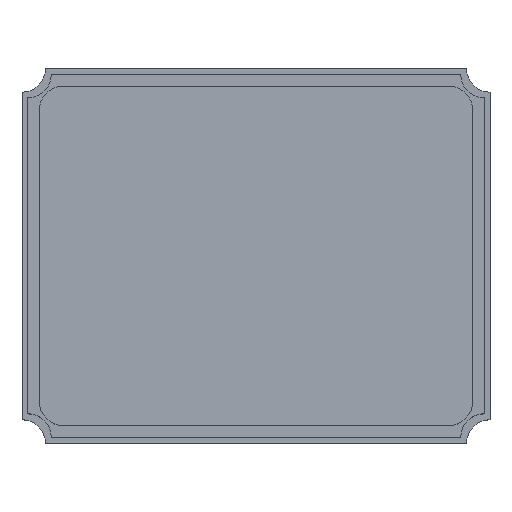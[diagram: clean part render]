
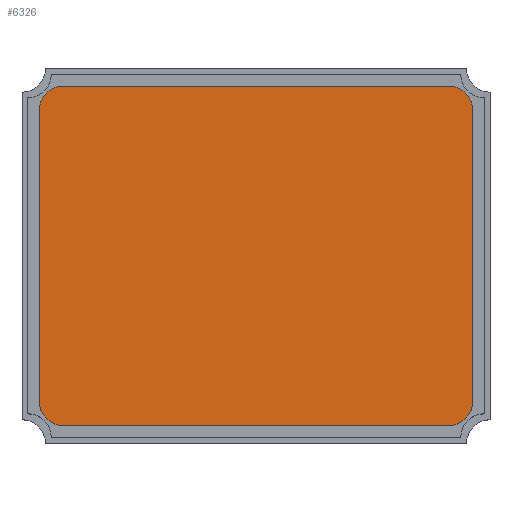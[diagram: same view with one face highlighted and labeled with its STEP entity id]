
A CAD part, top view. The second image highlights one B-rep face of the part: STEP entity #6326.
In plain terms, the highlighted planar face has unit normal (0, 0, 1).
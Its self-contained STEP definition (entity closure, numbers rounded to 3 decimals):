
#5717 = CYLINDRICAL_SURFACE('',#5718,0.1);
#5718 = AXIS2_PLACEMENT_3D('',#5719,#5720,#5721);
#5719 = CARTESIAN_POINT('',(-0.825,-0.625,0.695));
#5720 = DIRECTION('',(-0.,-0.,-1.));
#5721 = DIRECTION('',(1.,0.,0.));
#5745 = PLANE('',#5746);
#5746 = AXIS2_PLACEMENT_3D('',#5747,#5748,#5749);
#5747 = CARTESIAN_POINT('',(-0.925,-0.625,0.695));
#5748 = DIRECTION('',(-1.,0.,0.));
#5749 = DIRECTION('',(0.,1.,0.));
#5774 = CYLINDRICAL_SURFACE('',#5775,0.1);
#5775 = AXIS2_PLACEMENT_3D('',#5776,#5777,#5778);
#5776 = CARTESIAN_POINT('',(-0.825,0.625,0.695));
#5777 = DIRECTION('',(-0.,-0.,-1.));
#5778 = DIRECTION('',(1.,0.,0.));
#5802 = PLANE('',#5803);
#5803 = AXIS2_PLACEMENT_3D('',#5804,#5805,#5806);
#5804 = CARTESIAN_POINT('',(-0.825,0.725,0.695));
#5805 = DIRECTION('',(0.,1.,0.));
#5806 = DIRECTION('',(1.,0.,0.));
#5831 = CYLINDRICAL_SURFACE('',#5832,0.1);
#5832 = AXIS2_PLACEMENT_3D('',#5833,#5834,#5835);
#5833 = CARTESIAN_POINT('',(0.825,0.625,0.695));
#5834 = DIRECTION('',(-0.,-0.,-1.));
#5835 = DIRECTION('',(1.,0.,0.));
#5859 = PLANE('',#5860);
#5860 = AXIS2_PLACEMENT_3D('',#5861,#5862,#5863);
#5861 = CARTESIAN_POINT('',(0.925,0.625,0.695));
#5862 = DIRECTION('',(1.,0.,0.));
#5863 = DIRECTION('',(0.,-1.,0.));
#5888 = CYLINDRICAL_SURFACE('',#5889,0.1);
#5889 = AXIS2_PLACEMENT_3D('',#5890,#5891,#5892);
#5890 = CARTESIAN_POINT('',(0.825,-0.625,0.695));
#5891 = DIRECTION('',(-0.,-0.,-1.));
#5892 = DIRECTION('',(1.,0.,0.));
#5914 = PLANE('',#5915);
#5915 = AXIS2_PLACEMENT_3D('',#5916,#5917,#5918);
#5916 = CARTESIAN_POINT('',(0.825,-0.725,0.695));
#5917 = DIRECTION('',(0.,-1.,0.));
#5918 = DIRECTION('',(-1.,0.,0.));
#5930 = VERTEX_POINT('',#5931);
#5931 = CARTESIAN_POINT('',(-0.925,-0.625,0.745));
#5952 = EDGE_CURVE('',#5930,#5953,#5955,.T.);
#5953 = VERTEX_POINT('',#5954);
#5954 = CARTESIAN_POINT('',(-0.825,-0.725,0.745));
#5955 = SURFACE_CURVE('',#5956,(#5961,#5968),.PCURVE_S1.);
#5956 = CIRCLE('',#5957,0.1);
#5957 = AXIS2_PLACEMENT_3D('',#5958,#5959,#5960);
#5958 = CARTESIAN_POINT('',(-0.825,-0.625,0.745));
#5959 = DIRECTION('',(0.,0.,1.));
#5960 = DIRECTION('',(1.,0.,0.));
#5961 = PCURVE('',#5717,#5962);
#5962 = DEFINITIONAL_REPRESENTATION('',(#5963),#5967);
#5963 = LINE('',#5964,#5965);
#5964 = CARTESIAN_POINT('',(-0.,-0.05));
#5965 = VECTOR('',#5966,1.);
#5966 = DIRECTION('',(-1.,0.));
#5967 = ( GEOMETRIC_REPRESENTATION_CONTEXT(2) 
PARAMETRIC_REPRESENTATION_CONTEXT() REPRESENTATION_CONTEXT('2D SPACE',''
  ) );
#5968 = PCURVE('',#5969,#5974);
#5969 = PLANE('',#5970);
#5970 = AXIS2_PLACEMENT_3D('',#5971,#5972,#5973);
#5971 = CARTESIAN_POINT('',(0.,0.,0.745)
  );
#5972 = DIRECTION('',(0.,0.,1.));
#5973 = DIRECTION('',(1.,0.,0.));
#5974 = DEFINITIONAL_REPRESENTATION('',(#5975),#5979);
#5975 = CIRCLE('',#5976,0.1);
#5976 = AXIS2_PLACEMENT_2D('',#5977,#5978);
#5977 = CARTESIAN_POINT('',(-0.825,-0.625));
#5978 = DIRECTION('',(1.,0.));
#5979 = ( GEOMETRIC_REPRESENTATION_CONTEXT(2) 
PARAMETRIC_REPRESENTATION_CONTEXT() REPRESENTATION_CONTEXT('2D SPACE',''
  ) );
#6007 = VERTEX_POINT('',#6008);
#6008 = CARTESIAN_POINT('',(0.825,-0.725,0.745));
#6029 = EDGE_CURVE('',#6007,#5953,#6030,.T.);
#6030 = SURFACE_CURVE('',#6031,(#6035,#6042),.PCURVE_S1.);
#6031 = LINE('',#6032,#6033);
#6032 = CARTESIAN_POINT('',(0.825,-0.725,0.745));
#6033 = VECTOR('',#6034,1.);
#6034 = DIRECTION('',(-1.,0.,0.));
#6035 = PCURVE('',#5914,#6036);
#6036 = DEFINITIONAL_REPRESENTATION('',(#6037),#6041);
#6037 = LINE('',#6038,#6039);
#6038 = CARTESIAN_POINT('',(0.,-0.05));
#6039 = VECTOR('',#6040,1.);
#6040 = DIRECTION('',(1.,0.));
#6041 = ( GEOMETRIC_REPRESENTATION_CONTEXT(2) 
PARAMETRIC_REPRESENTATION_CONTEXT() REPRESENTATION_CONTEXT('2D SPACE',''
  ) );
#6042 = PCURVE('',#5969,#6043);
#6043 = DEFINITIONAL_REPRESENTATION('',(#6044),#6048);
#6044 = LINE('',#6045,#6046);
#6045 = CARTESIAN_POINT('',(0.825,-0.725));
#6046 = VECTOR('',#6047,1.);
#6047 = DIRECTION('',(-1.,0.));
#6048 = ( GEOMETRIC_REPRESENTATION_CONTEXT(2) 
PARAMETRIC_REPRESENTATION_CONTEXT() REPRESENTATION_CONTEXT('2D SPACE',''
  ) );
#6056 = EDGE_CURVE('',#6007,#6057,#6059,.T.);
#6057 = VERTEX_POINT('',#6058);
#6058 = CARTESIAN_POINT('',(0.925,-0.625,0.745));
#6059 = SURFACE_CURVE('',#6060,(#6065,#6072),.PCURVE_S1.);
#6060 = CIRCLE('',#6061,0.1);
#6061 = AXIS2_PLACEMENT_3D('',#6062,#6063,#6064);
#6062 = CARTESIAN_POINT('',(0.825,-0.625,0.745));
#6063 = DIRECTION('',(0.,0.,1.));
#6064 = DIRECTION('',(1.,0.,0.));
#6065 = PCURVE('',#5888,#6066);
#6066 = DEFINITIONAL_REPRESENTATION('',(#6067),#6071);
#6067 = LINE('',#6068,#6069);
#6068 = CARTESIAN_POINT('',(-0.,-0.05));
#6069 = VECTOR('',#6070,1.);
#6070 = DIRECTION('',(-1.,0.));
#6071 = ( GEOMETRIC_REPRESENTATION_CONTEXT(2) 
PARAMETRIC_REPRESENTATION_CONTEXT() REPRESENTATION_CONTEXT('2D SPACE',''
  ) );
#6072 = PCURVE('',#5969,#6073);
#6073 = DEFINITIONAL_REPRESENTATION('',(#6074),#6078);
#6074 = CIRCLE('',#6075,0.1);
#6075 = AXIS2_PLACEMENT_2D('',#6076,#6077);
#6076 = CARTESIAN_POINT('',(0.825,-0.625));
#6077 = DIRECTION('',(1.,0.));
#6078 = ( GEOMETRIC_REPRESENTATION_CONTEXT(2) 
PARAMETRIC_REPRESENTATION_CONTEXT() REPRESENTATION_CONTEXT('2D SPACE',''
  ) );
#6106 = VERTEX_POINT('',#6107);
#6107 = CARTESIAN_POINT('',(0.925,0.625,0.745));
#6128 = EDGE_CURVE('',#6106,#6057,#6129,.T.);
#6129 = SURFACE_CURVE('',#6130,(#6134,#6141),.PCURVE_S1.);
#6130 = LINE('',#6131,#6132);
#6131 = CARTESIAN_POINT('',(0.925,0.625,0.745));
#6132 = VECTOR('',#6133,1.);
#6133 = DIRECTION('',(0.,-1.,0.));
#6134 = PCURVE('',#5859,#6135);
#6135 = DEFINITIONAL_REPRESENTATION('',(#6136),#6140);
#6136 = LINE('',#6137,#6138);
#6137 = CARTESIAN_POINT('',(0.,-0.05));
#6138 = VECTOR('',#6139,1.);
#6139 = DIRECTION('',(1.,0.));
#6140 = ( GEOMETRIC_REPRESENTATION_CONTEXT(2) 
PARAMETRIC_REPRESENTATION_CONTEXT() REPRESENTATION_CONTEXT('2D SPACE',''
  ) );
#6141 = PCURVE('',#5969,#6142);
#6142 = DEFINITIONAL_REPRESENTATION('',(#6143),#6147);
#6143 = LINE('',#6144,#6145);
#6144 = CARTESIAN_POINT('',(0.925,0.625));
#6145 = VECTOR('',#6146,1.);
#6146 = DIRECTION('',(0.,-1.));
#6147 = ( GEOMETRIC_REPRESENTATION_CONTEXT(2) 
PARAMETRIC_REPRESENTATION_CONTEXT() REPRESENTATION_CONTEXT('2D SPACE',''
  ) );
#6155 = EDGE_CURVE('',#6106,#6156,#6158,.T.);
#6156 = VERTEX_POINT('',#6157);
#6157 = CARTESIAN_POINT('',(0.825,0.725,0.745));
#6158 = SURFACE_CURVE('',#6159,(#6164,#6171),.PCURVE_S1.);
#6159 = CIRCLE('',#6160,0.1);
#6160 = AXIS2_PLACEMENT_3D('',#6161,#6162,#6163);
#6161 = CARTESIAN_POINT('',(0.825,0.625,0.745));
#6162 = DIRECTION('',(0.,0.,1.));
#6163 = DIRECTION('',(1.,0.,0.));
#6164 = PCURVE('',#5831,#6165);
#6165 = DEFINITIONAL_REPRESENTATION('',(#6166),#6170);
#6166 = LINE('',#6167,#6168);
#6167 = CARTESIAN_POINT('',(-0.,-0.05));
#6168 = VECTOR('',#6169,1.);
#6169 = DIRECTION('',(-1.,0.));
#6170 = ( GEOMETRIC_REPRESENTATION_CONTEXT(2) 
PARAMETRIC_REPRESENTATION_CONTEXT() REPRESENTATION_CONTEXT('2D SPACE',''
  ) );
#6171 = PCURVE('',#5969,#6172);
#6172 = DEFINITIONAL_REPRESENTATION('',(#6173),#6177);
#6173 = CIRCLE('',#6174,0.1);
#6174 = AXIS2_PLACEMENT_2D('',#6175,#6176);
#6175 = CARTESIAN_POINT('',(0.825,0.625));
#6176 = DIRECTION('',(1.,0.));
#6177 = ( GEOMETRIC_REPRESENTATION_CONTEXT(2) 
PARAMETRIC_REPRESENTATION_CONTEXT() REPRESENTATION_CONTEXT('2D SPACE',''
  ) );
#6205 = VERTEX_POINT('',#6206);
#6206 = CARTESIAN_POINT('',(-0.825,0.725,0.745));
#6227 = EDGE_CURVE('',#6205,#6156,#6228,.T.);
#6228 = SURFACE_CURVE('',#6229,(#6233,#6240),.PCURVE_S1.);
#6229 = LINE('',#6230,#6231);
#6230 = CARTESIAN_POINT('',(-0.825,0.725,0.745));
#6231 = VECTOR('',#6232,1.);
#6232 = DIRECTION('',(1.,0.,0.));
#6233 = PCURVE('',#5802,#6234);
#6234 = DEFINITIONAL_REPRESENTATION('',(#6235),#6239);
#6235 = LINE('',#6236,#6237);
#6236 = CARTESIAN_POINT('',(0.,-0.05));
#6237 = VECTOR('',#6238,1.);
#6238 = DIRECTION('',(1.,0.));
#6239 = ( GEOMETRIC_REPRESENTATION_CONTEXT(2) 
PARAMETRIC_REPRESENTATION_CONTEXT() REPRESENTATION_CONTEXT('2D SPACE',''
  ) );
#6240 = PCURVE('',#5969,#6241);
#6241 = DEFINITIONAL_REPRESENTATION('',(#6242),#6246);
#6242 = LINE('',#6243,#6244);
#6243 = CARTESIAN_POINT('',(-0.825,0.725));
#6244 = VECTOR('',#6245,1.);
#6245 = DIRECTION('',(1.,0.));
#6246 = ( GEOMETRIC_REPRESENTATION_CONTEXT(2) 
PARAMETRIC_REPRESENTATION_CONTEXT() REPRESENTATION_CONTEXT('2D SPACE',''
  ) );
#6254 = EDGE_CURVE('',#6205,#6255,#6257,.T.);
#6255 = VERTEX_POINT('',#6256);
#6256 = CARTESIAN_POINT('',(-0.925,0.625,0.745));
#6257 = SURFACE_CURVE('',#6258,(#6263,#6270),.PCURVE_S1.);
#6258 = CIRCLE('',#6259,0.1);
#6259 = AXIS2_PLACEMENT_3D('',#6260,#6261,#6262);
#6260 = CARTESIAN_POINT('',(-0.825,0.625,0.745));
#6261 = DIRECTION('',(0.,0.,1.));
#6262 = DIRECTION('',(1.,0.,0.));
#6263 = PCURVE('',#5774,#6264);
#6264 = DEFINITIONAL_REPRESENTATION('',(#6265),#6269);
#6265 = LINE('',#6266,#6267);
#6266 = CARTESIAN_POINT('',(-0.,-0.05));
#6267 = VECTOR('',#6268,1.);
#6268 = DIRECTION('',(-1.,0.));
#6269 = ( GEOMETRIC_REPRESENTATION_CONTEXT(2) 
PARAMETRIC_REPRESENTATION_CONTEXT() REPRESENTATION_CONTEXT('2D SPACE',''
  ) );
#6270 = PCURVE('',#5969,#6271);
#6271 = DEFINITIONAL_REPRESENTATION('',(#6272),#6276);
#6272 = CIRCLE('',#6273,0.1);
#6273 = AXIS2_PLACEMENT_2D('',#6274,#6275);
#6274 = CARTESIAN_POINT('',(-0.825,0.625));
#6275 = DIRECTION('',(1.,0.));
#6276 = ( GEOMETRIC_REPRESENTATION_CONTEXT(2) 
PARAMETRIC_REPRESENTATION_CONTEXT() REPRESENTATION_CONTEXT('2D SPACE',''
  ) );
#6304 = EDGE_CURVE('',#5930,#6255,#6305,.T.);
#6305 = SURFACE_CURVE('',#6306,(#6310,#6317),.PCURVE_S1.);
#6306 = LINE('',#6307,#6308);
#6307 = CARTESIAN_POINT('',(-0.925,-0.625,0.745));
#6308 = VECTOR('',#6309,1.);
#6309 = DIRECTION('',(0.,1.,0.));
#6310 = PCURVE('',#5745,#6311);
#6311 = DEFINITIONAL_REPRESENTATION('',(#6312),#6316);
#6312 = LINE('',#6313,#6314);
#6313 = CARTESIAN_POINT('',(0.,-0.05));
#6314 = VECTOR('',#6315,1.);
#6315 = DIRECTION('',(1.,0.));
#6316 = ( GEOMETRIC_REPRESENTATION_CONTEXT(2) 
PARAMETRIC_REPRESENTATION_CONTEXT() REPRESENTATION_CONTEXT('2D SPACE',''
  ) );
#6317 = PCURVE('',#5969,#6318);
#6318 = DEFINITIONAL_REPRESENTATION('',(#6319),#6323);
#6319 = LINE('',#6320,#6321);
#6320 = CARTESIAN_POINT('',(-0.925,-0.625));
#6321 = VECTOR('',#6322,1.);
#6322 = DIRECTION('',(0.,1.));
#6323 = ( GEOMETRIC_REPRESENTATION_CONTEXT(2) 
PARAMETRIC_REPRESENTATION_CONTEXT() REPRESENTATION_CONTEXT('2D SPACE',''
  ) );
#6326 = ADVANCED_FACE('',(#6327),#5969,.T.);
#6327 = FACE_BOUND('',#6328,.F.);
#6328 = EDGE_LOOP('',(#6329,#6330,#6331,#6332,#6333,#6334,#6335,#6336));
#6329 = ORIENTED_EDGE('',*,*,#6304,.T.);
#6330 = ORIENTED_EDGE('',*,*,#6254,.F.);
#6331 = ORIENTED_EDGE('',*,*,#6227,.T.);
#6332 = ORIENTED_EDGE('',*,*,#6155,.F.);
#6333 = ORIENTED_EDGE('',*,*,#6128,.T.);
#6334 = ORIENTED_EDGE('',*,*,#6056,.F.);
#6335 = ORIENTED_EDGE('',*,*,#6029,.T.);
#6336 = ORIENTED_EDGE('',*,*,#5952,.F.);
